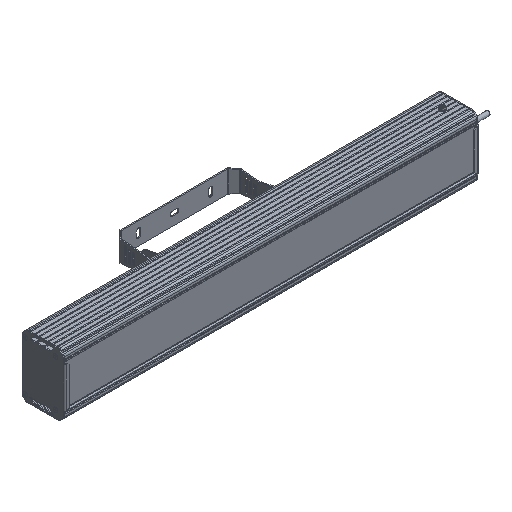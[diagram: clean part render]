
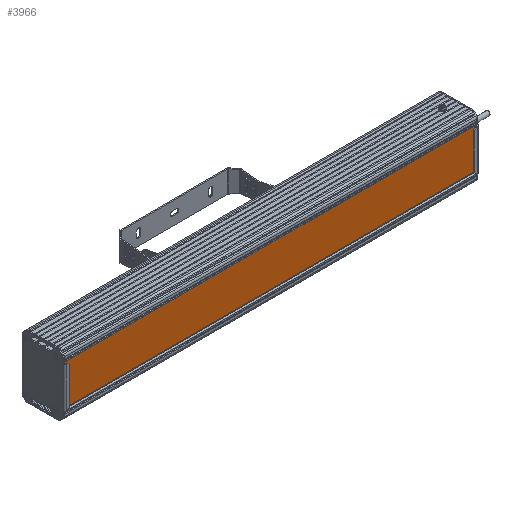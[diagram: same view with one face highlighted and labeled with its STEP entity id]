
A CAD part, isometric view. The second image highlights one B-rep face of the part: STEP entity #3966.
In plain terms, the highlighted face is planar.
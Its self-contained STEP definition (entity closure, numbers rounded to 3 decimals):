
#3966=ADVANCED_FACE('',(#10570),#10572,.T.);
#10570=FACE_BOUND('',#10571,.T.);
#10571=EDGE_LOOP('',(#35971,#35972,#35973,#35974));
#10572=PLANE('',#10573);
#10573=AXIS2_PLACEMENT_3D('',#10574,#10575,#10576);
#10574=CARTESIAN_POINT('',(120.465,593.492,117.308));
#10575=DIRECTION('',(0.,0.,-1.));
#10576=DIRECTION('',(0.,1.,0.));
#35971=ORIENTED_EDGE('',*,*,#41852,.T.);
#35972=ORIENTED_EDGE('',*,*,#41851,.T.);
#35973=ORIENTED_EDGE('',*,*,#41853,.F.);
#35974=ORIENTED_EDGE('',*,*,#41854,.F.);
#41851=EDGE_CURVE('',#45858,#45863,#45865,.T.);
#41852=EDGE_CURVE('',#45866,#45858,#45867,.T.);
#41853=EDGE_CURVE('',#45868,#45863,#45869,.T.);
#41854=EDGE_CURVE('',#45866,#45868,#45870,.T.);
#45858=VERTEX_POINT('',#57385);
#45863=VERTEX_POINT('',#57394);
#45865=LINE('',#57398,#57399);
#45866=VERTEX_POINT('',#57401);
#45867=LINE('',#57402,#57403);
#45868=VERTEX_POINT('',#57405);
#45869=LINE('',#57406,#57407);
#45870=LINE('',#57409,#57410);
#57385=CARTESIAN_POINT('',(120.465,679.838,117.308));
#57394=CARTESIAN_POINT('',(866.465,679.838,117.308));
#57398=CARTESIAN_POINT('',(120.465,679.838,117.308));
#57399=VECTOR('',#57400,1.);
#57400=DIRECTION('',(1.,0.,0.));
#57401=CARTESIAN_POINT('',(120.465,593.492,117.308));
#57402=CARTESIAN_POINT('',(120.465,593.492,117.308));
#57403=VECTOR('',#57404,1.);
#57404=DIRECTION('',(0.,1.,0.));
#57405=CARTESIAN_POINT('',(866.465,593.492,117.308));
#57406=CARTESIAN_POINT('',(866.465,593.492,117.308));
#57407=VECTOR('',#57408,1.);
#57408=DIRECTION('',(0.,1.,0.));
#57409=CARTESIAN_POINT('',(120.465,593.492,117.308));
#57410=VECTOR('',#57411,1.);
#57411=DIRECTION('',(1.,0.,0.));
